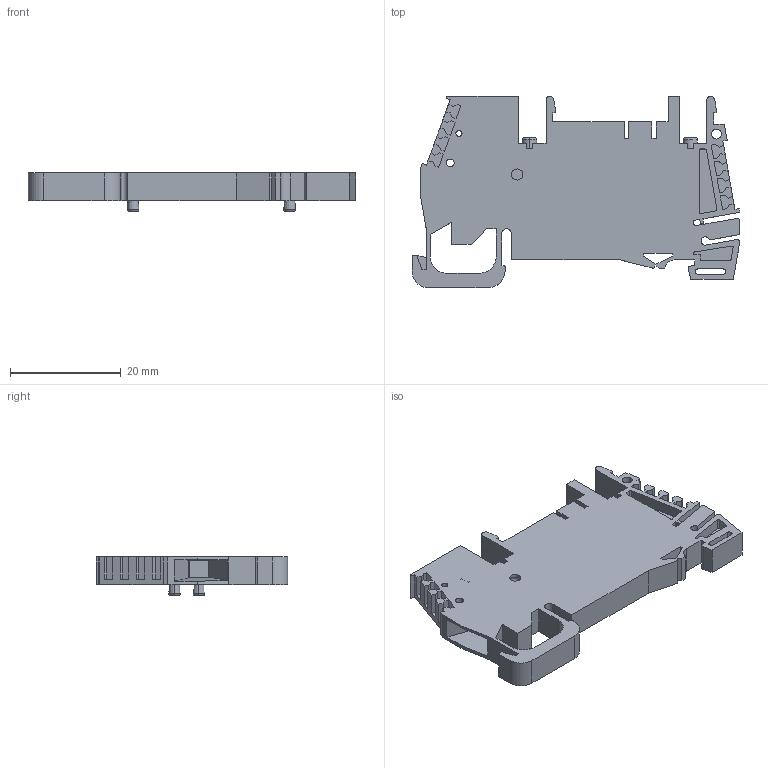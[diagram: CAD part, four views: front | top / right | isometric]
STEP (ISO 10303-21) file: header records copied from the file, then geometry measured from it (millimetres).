
FILE_DESCRIPTION (( 'STEP AP214' ), '1' );
FILE_NAME ('42560_DN-QEMXM1.STEP', '2014-05-12T12:56:36', ( '' ), ( '' ), 'SwSTEP 2.0', 'SolidWorks 2013', '' );
FILE_SCHEMA (( 'AUTOMOTIVE_DESIGN' ));
Length unit declared in the file: millimetre
Products named in the file (1): 42560_DN-QEMXM1
Bounding box: 59 x 34.5 x 6.9 mm (x, y, z)
Volume: 6460.1 mm3; surface area: 5374.6 mm2
Topology: 1 solids, 1 shells, 298 faces, 842 edges, 555 vertices
Faces by surface type: plane 212, cylinder 67, torus 14, cone 5
Entity records: 9664 total; most frequent: CARTESIAN_POINT 1742, ORIENTED_EDGE 1684, DIRECTION 1596, EDGE_CURVE 842, LINE 666, VECTOR 666, VERTEX_POINT 555, AXIS2_PLACEMENT_3D 465
